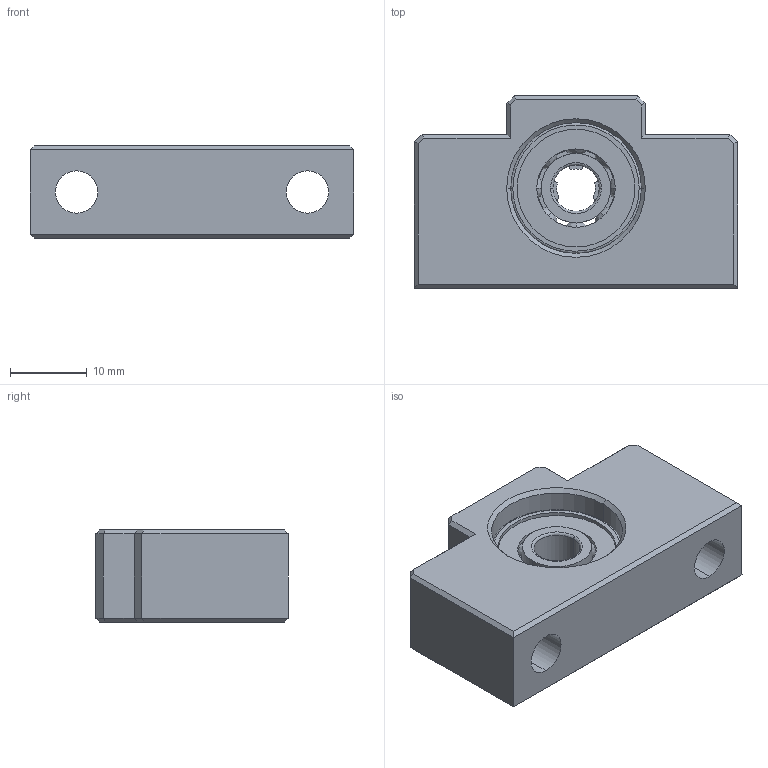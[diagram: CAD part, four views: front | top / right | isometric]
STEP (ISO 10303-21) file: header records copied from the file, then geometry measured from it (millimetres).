
FILE_DESCRIPTION (( 'STEP AP214' ), '1' );
FILE_NAME ('EF6.STEP', '2019-04-04T08:59:44', ( '' ), ( '' ), 'SwSTEP 2.0', 'SolidWorks 2015', '' );
FILE_SCHEMA (( 'AUTOMOTIVE_DESIGN' ));
Length unit declared in the file: millimetre
Products named in the file (1): EF6
Bounding box: 42 x 25 x 12 mm (x, y, z)
Volume: 7008.6 mm3; surface area: 6324.7 mm2
Topology: 3 solids, 3 shells, 747 faces, 2157 edges, 1408 vertices
Faces by surface type: plane 588, bspline 105, cylinder 50, cone 4
Entity records: 29517 total; most frequent: CARTESIAN_POINT 8868, ORIENTED_EDGE 4250, DIRECTION 3395, EDGE_CURVE 2125, VECTOR 1637, LINE 1637, VERTEX_POINT 1408, AXIS2_PLACEMENT_3D 879
